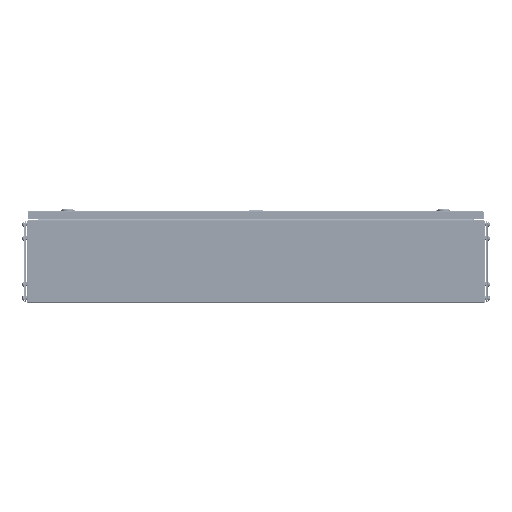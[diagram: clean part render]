
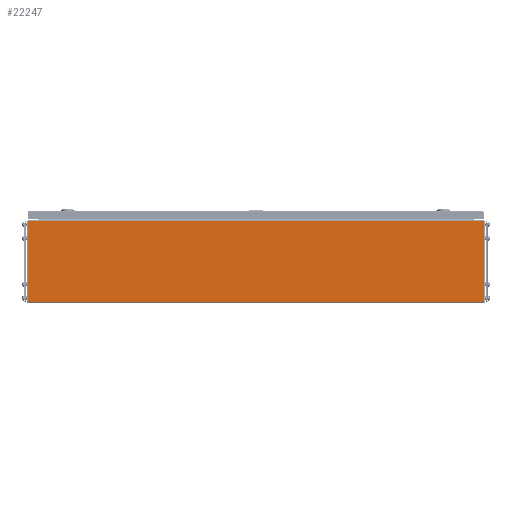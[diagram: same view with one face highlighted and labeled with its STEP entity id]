
A CAD part, left-side view. The second image highlights one B-rep face of the part: STEP entity #22247.
In plain terms, the highlighted planar face has unit normal (-1, 0, 0).
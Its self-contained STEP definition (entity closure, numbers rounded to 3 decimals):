
#2011 = CARTESIAN_POINT ( 'NONE',  ( -400., -495.5, 177.5 ) ) ;
#3845 = CARTESIAN_POINT ( 'NONE',  ( -400., 495.5, 1. ) ) ;
#9056 = DIRECTION ( 'NONE',  ( 0., 1., 0. ) ) ;
#11399 = CARTESIAN_POINT ( 'NONE',  ( -400., 0., 0. ) ) ;
#14656 = LINE ( 'NONE', #33195, #52361 ) ;
#15060 = VECTOR ( 'NONE', #64703, 1000. ) ;
#15671 = VERTEX_POINT ( 'NONE', #3845 ) ;
#18555 = DIRECTION ( 'NONE',  ( 0., 0., 1. ) ) ;
#22247 = ADVANCED_FACE ( 'NONE', ( #72113 ), #58513, .F. ) ;
#33195 = CARTESIAN_POINT ( 'NONE',  ( -400., 495.5, 1. ) ) ;
#38752 = CARTESIAN_POINT ( 'NONE',  ( -400., -495.5, 1. ) ) ;
#38970 = VECTOR ( 'NONE', #9056, 1000. ) ;
#39325 = VERTEX_POINT ( 'NONE', #40684 ) ;
#39880 = CARTESIAN_POINT ( 'NONE',  ( -400., -495.5, 177.5 ) ) ;
#40684 = CARTESIAN_POINT ( 'NONE',  ( -400., 495.5, 177.5 ) ) ;
#41338 = EDGE_CURVE ( 'NONE', #39325, #15671, #77057, .T. ) ;
#45759 = DIRECTION ( 'NONE',  ( 1., 0., 0. ) ) ;
#51337 = VERTEX_POINT ( 'NONE', #38752 ) ;
#51904 = DIRECTION ( 'NONE',  ( 0., 0., -1. ) ) ;
#51993 = EDGE_CURVE ( 'NONE', #73193, #39325, #62347, .T. ) ;
#52361 = VECTOR ( 'NONE', #73217, 1000. ) ;
#52662 = ORIENTED_EDGE ( 'NONE', *, *, #66480, .F. ) ;
#58513 = PLANE ( 'NONE',  #62476 ) ;
#58652 = CARTESIAN_POINT ( 'NONE',  ( -400., -495.5, 0. ) ) ;
#62286 = EDGE_LOOP ( 'NONE', ( #71958, #82626, #52662, #78175 ) ) ;
#62347 = LINE ( 'NONE', #2011, #38970 ) ;
#62476 = AXIS2_PLACEMENT_3D ( 'NONE', #11399, #45759, #51904 ) ;
#63407 = CARTESIAN_POINT ( 'NONE',  ( -400., 495.5, 0. ) ) ;
#64703 = DIRECTION ( 'NONE',  ( 0., 0., -1. ) ) ;
#66480 = EDGE_CURVE ( 'NONE', #51337, #15671, #14656, .T. ) ;
#70121 = LINE ( 'NONE', #58652, #72804 ) ;
#71958 = ORIENTED_EDGE ( 'NONE', *, *, #51993, .T. ) ;
#72113 = FACE_OUTER_BOUND ( 'NONE', #62286, .T. ) ;
#72804 = VECTOR ( 'NONE', #18555, 1000. ) ;
#73193 = VERTEX_POINT ( 'NONE', #39880 ) ;
#73217 = DIRECTION ( 'NONE',  ( 0., 1., 0. ) ) ;
#77057 = LINE ( 'NONE', #63407, #15060 ) ;
#78175 = ORIENTED_EDGE ( 'NONE', *, *, #86541, .T. ) ;
#82626 = ORIENTED_EDGE ( 'NONE', *, *, #41338, .T. ) ;
#86541 = EDGE_CURVE ( 'NONE', #51337, #73193, #70121, .T. ) ;
